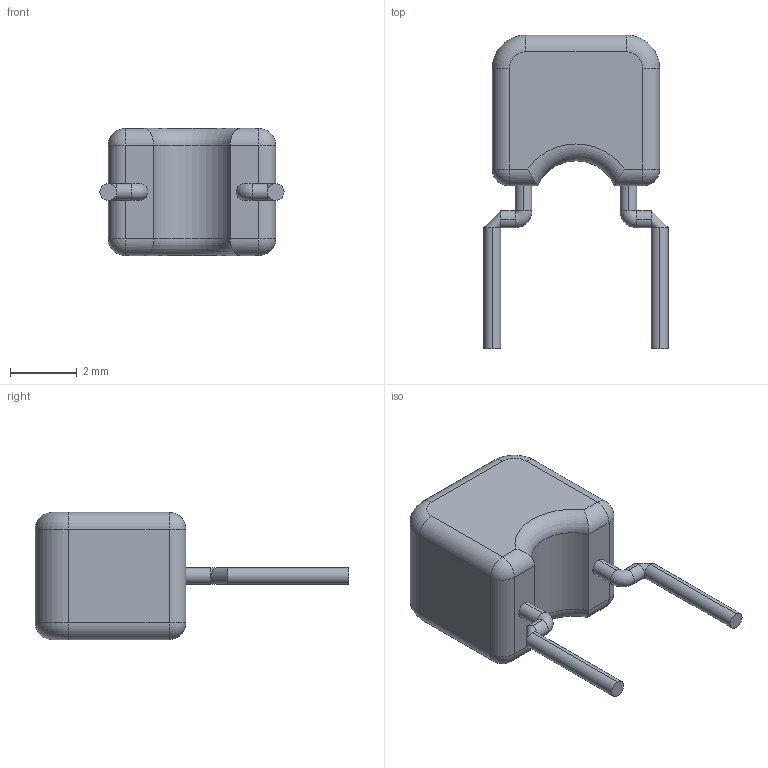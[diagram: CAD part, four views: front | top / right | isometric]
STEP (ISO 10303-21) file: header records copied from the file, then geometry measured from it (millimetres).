
FILE_DESCRIPTION (( 'STEP AP214' ), '1' );
FILE_NAME ('Ê10-17Á èìï. 1206.STEP', '2022-12-04T15:44:48', ( '' ), ( '' ), 'SwSTEP 2.0', 'SolidWorks 2021', '' );
FILE_SCHEMA (( 'AUTOMOTIVE_DESIGN' ));
Length unit declared in the file: millimetre
Products named in the file (1): Ê10-17Á èìï. 1206
Bounding box: 5.5 x 9.37 x 3.8 mm (x, y, z)
Volume: 79.1 mm3; surface area: 120.5 mm2
Topology: 1 solids, 1 shells, 50 faces, 122 edges, 64 vertices
Faces by surface type: cylinder 27, torus 10, plane 9, sphere 4
Entity records: 1618 total; most frequent: DIRECTION 272, CARTESIAN_POINT 245, ORIENTED_EDGE 220, AXIS2_PLACEMENT_3D 115, EDGE_CURVE 110, CIRCLE 64, VERTEX_POINT 64, EDGE_LOOP 52
